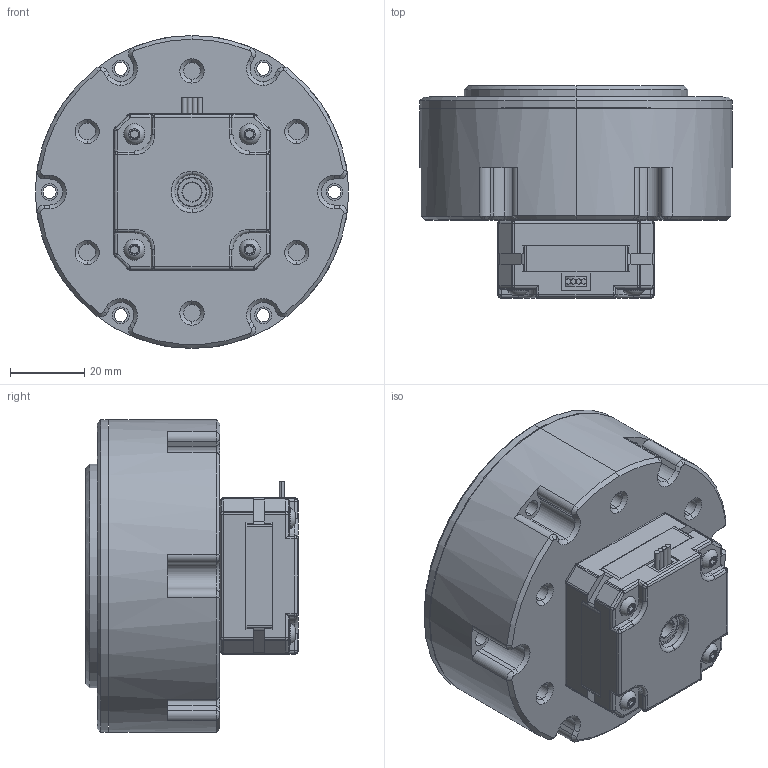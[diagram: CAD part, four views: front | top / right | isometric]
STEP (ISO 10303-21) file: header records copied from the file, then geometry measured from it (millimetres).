
FILE_DESCRIPTION (( 'STEP AP214' ), '1' );
FILE_NAME ('Assy Cycloidal Compound.STEP', '2025-11-25T22:03:03', ( '' ), ( '' ), 'SwSTEP 2.0', 'SolidWorks 2025', '' );
FILE_SCHEMA (( 'AUTOMOTIVE_DESIGN' ));
Length unit declared in the file: millimetre
Products named in the file (17): Shaft Coupling 5mm; N10_Disc^Assy Cycloidal Compound; Motor PlATE^Assy Cycloidal Compound; Bearing 55x75x9 mm^Assy Cycloidal Compound; N12_Disc^Assy Cycloidal Compound; Bearing 15x24x5 mm^Assy Cycloidal Compound; Disc Spacer^Assy Cycloidal Compound; Bearing Retainer^Assy Cycloidal Compound; M3 Washer^Assy Cycloidal Compound; M3_HeatInsert_5x4mm; Output Plate^Assy Cycloidal Compound; B18.6.7M - M3 x 0.5 x 10 Type I Cross Recessed PHMS --10N_B18.6.7M - M3 x 0.5 x 10 Type I Cross Recessed PHMS --10N; Btm Cam^Assy Cycloidal Compound; Cam^Assy Cycloidal Compound; Assy Cycloidal Compound; Spacer^Assy Cycloidal Compound; 17HM08-1204S Nema17 Pancake 21mm_
Assembly tree (19 placements, depth 2):
  Assy Cycloidal Compound
    17HM08-1204S Nema17 Pancake 21mm_
    Shaft Coupling 5mm
    Cam^Assy Cycloidal Compound
    N12_Disc^Assy Cycloidal Compound
    Disc Spacer^Assy Cycloidal Compound
    N10_Disc^Assy Cycloidal Compound
    Motor PlATE^Assy Cycloidal Compound
    Output Plate^Assy Cycloidal Compound
    Bearing 15x24x5 mm^Assy Cycloidal Compound  x2
    Bearing 55x75x9 mm^Assy Cycloidal Compound
    Bearing Retainer^Assy Cycloidal Compound
    Btm Cam^Assy Cycloidal Compound
    B18.6.7M - M3 x 0.5 x 10 Type I Cross Recessed PHMS --10N_B18.6.7M - M3 x 0.5 x 10 Type I Cross Recessed PHMS --10N  x2
    M3 Washer^Assy Cycloidal Compound
    Spacer^Assy Cycloidal Compound
    M3_HeatInsert_5x4mm  x2
Bounding box: 84 x 57 x 84 mm (x, y, z)
Volume: 142107.2 mm3; surface area: 80922.2 mm2
Topology: 18 solids, 33 shells, 1224 faces, 3112 edges, 1894 vertices
Faces by surface type: cylinder 631, plane 294, cone 237, sphere 48, torus 10, bspline 4
Entity records: 47160 total; most frequent: CARTESIAN_POINT 12755, DIRECTION 6896, ORIENTED_EDGE 5854, EDGE_CURVE 2977, AXIS2_PLACEMENT_3D 2809, VERTEX_POINT 1836, CIRCLE 1611, EDGE_LOOP 1382
